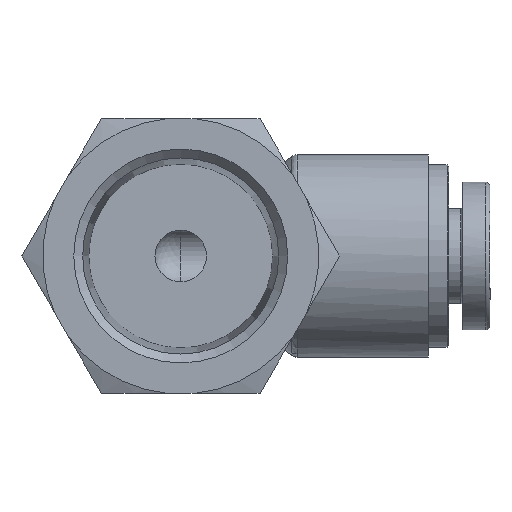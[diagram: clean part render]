
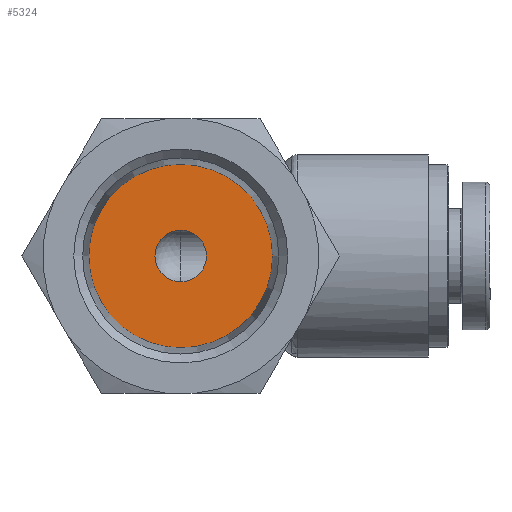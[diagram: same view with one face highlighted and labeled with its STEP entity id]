
A CAD part, front view. The second image highlights one B-rep face of the part: STEP entity #5324.
In plain terms, the highlighted face is planar.
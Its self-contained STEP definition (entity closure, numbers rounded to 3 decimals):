
#5157=CARTESIAN_POINT('',(-12.8,5.347,0.0));
#5158=VERTEX_POINT('',#5157);
#5159=CARTESIAN_POINT('',(-12.8,0.,0.0));
#5160=DIRECTION('',(-1.0,0.0,0.0));
#5161=DIRECTION('',(0.0,1.0,0.0));
#5162=AXIS2_PLACEMENT_3D('',#5159,#5160,#5161);
#5163=CIRCLE('',#5162,5.348);
#5164=EDGE_CURVE('',#5158,#5158,#5163,.T.);
#5301=CARTESIAN_POINT('',(-12.8,1.5,0.0));
#5302=VERTEX_POINT('',#5301);
#5303=CARTESIAN_POINT('',(-12.8,0.,0.0));
#5304=DIRECTION('',(-1.0,0.0,0.0));
#5305=DIRECTION('',(0.0,1.0,0.0));
#5306=AXIS2_PLACEMENT_3D('',#5303,#5304,#5305);
#5307=CIRCLE('',#5306,1.5);
#5308=EDGE_CURVE('',#5302,#5302,#5307,.T.);
#5313=CARTESIAN_POINT('',(-12.8,3.424,0.0));
#5314=DIRECTION('',(1.0,0.0,0.0));
#5315=DIRECTION('',(0.0,0.0,-1.0));
#5316=AXIS2_PLACEMENT_3D('',#5313,#5314,#5315);
#5317=PLANE('',#5316);
#5318=ORIENTED_EDGE('',*,*,#5164,.T.);
#5319=EDGE_LOOP('',(#5318));
#5320=FACE_OUTER_BOUND('',#5319,.T.);
#5321=ORIENTED_EDGE('',*,*,#5308,.F.);
#5322=EDGE_LOOP('',(#5321));
#5323=FACE_BOUND('',#5322,.T.);
#5324=ADVANCED_FACE('',(#5320,#5323),#5317,.F.);
